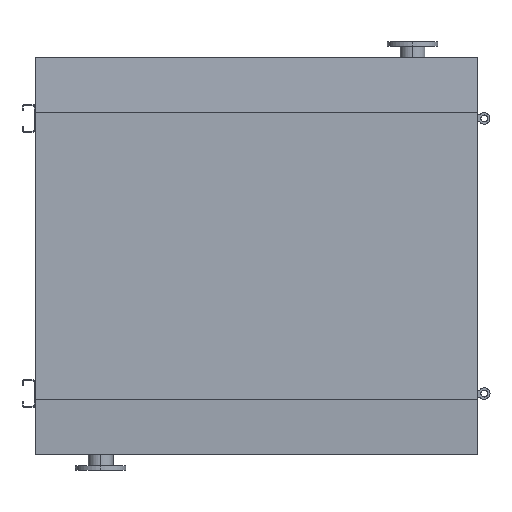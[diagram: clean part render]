
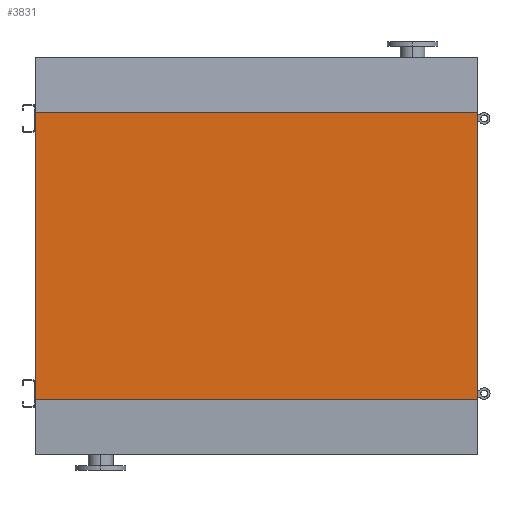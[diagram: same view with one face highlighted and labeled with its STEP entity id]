
A CAD part, front view. The second image highlights one B-rep face of the part: STEP entity #3831.
In plain terms, the highlighted planar face has unit normal (0, -1, 0).
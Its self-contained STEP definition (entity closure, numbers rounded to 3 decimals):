
#367 = CARTESIAN_POINT ( 'NONE',  ( -965., 0., -1250. ) ) ;
#864 = EDGE_CURVE ( 'NONE', #1981, #4448, #2047, .T. ) ;
#1170 = CARTESIAN_POINT ( 'NONE',  ( -965., 0., -1250. ) ) ;
#1527 = VERTEX_POINT ( 'NONE', #4561 ) ;
#1632 = VECTOR ( 'NONE', #1873, 1000. ) ;
#1637 = AXIS2_PLACEMENT_3D ( 'NONE', #1170, #4430, #6149 ) ;
#1873 = DIRECTION ( 'NONE',  ( 0., 0., 1. ) ) ;
#1976 = EDGE_CURVE ( 'NONE', #4448, #1527, #6902, .T. ) ;
#1981 = VERTEX_POINT ( 'NONE', #6348 ) ;
#1999 = ORIENTED_EDGE ( 'NONE', *, *, #5217, .F. ) ;
#2047 = LINE ( 'NONE', #367, #5367 ) ;
#3273 = DIRECTION ( 'NONE',  ( 0., 0., 1. ) ) ;
#3311 = CARTESIAN_POINT ( 'NONE',  ( -965., 0., 0. ) ) ;
#3621 = CARTESIAN_POINT ( 'NONE',  ( 965., 0., -1250. ) ) ;
#3741 = VECTOR ( 'NONE', #3273, 1000. ) ;
#3786 = CARTESIAN_POINT ( 'NONE',  ( 965., 0., -1250. ) ) ;
#3821 = CARTESIAN_POINT ( 'NONE',  ( -965., 0., -1250. ) ) ;
#3831 = ADVANCED_FACE ( 'NONE', ( #7155 ), #6182, .T. ) ;
#4175 = VERTEX_POINT ( 'NONE', #3311 ) ;
#4207 = DIRECTION ( 'NONE',  ( 1., 0., 0. ) ) ;
#4258 = ORIENTED_EDGE ( 'NONE', *, *, #1976, .T. ) ;
#4430 = DIRECTION ( 'NONE',  ( 0., -1., 0. ) ) ;
#4448 = VERTEX_POINT ( 'NONE', #3786 ) ;
#4561 = CARTESIAN_POINT ( 'NONE',  ( 965., 0., 0. ) ) ;
#4659 = ORIENTED_EDGE ( 'NONE', *, *, #864, .T. ) ;
#4944 = EDGE_LOOP ( 'NONE', ( #7043, #1999, #4659, #4258 ) ) ;
#5028 = LINE ( 'NONE', #3821, #3741 ) ;
#5217 = EDGE_CURVE ( 'NONE', #1981, #4175, #5028, .T. ) ;
#5312 = CARTESIAN_POINT ( 'NONE',  ( -965., 0., 0. ) ) ;
#5367 = VECTOR ( 'NONE', #7039, 1000. ) ;
#6149 = DIRECTION ( 'NONE',  ( 0., 0., -1. ) ) ;
#6182 = PLANE ( 'NONE',  #1637 ) ;
#6348 = CARTESIAN_POINT ( 'NONE',  ( -965., 0., -1250. ) ) ;
#6351 = VECTOR ( 'NONE', #4207, 1000. ) ;
#6902 = LINE ( 'NONE', #3621, #1632 ) ;
#7039 = DIRECTION ( 'NONE',  ( 1., 0., 0. ) ) ;
#7043 = ORIENTED_EDGE ( 'NONE', *, *, #7092, .F. ) ;
#7072 = LINE ( 'NONE', #5312, #6351 ) ;
#7092 = EDGE_CURVE ( 'NONE', #4175, #1527, #7072, .T. ) ;
#7155 = FACE_OUTER_BOUND ( 'NONE', #4944, .T. ) ;
